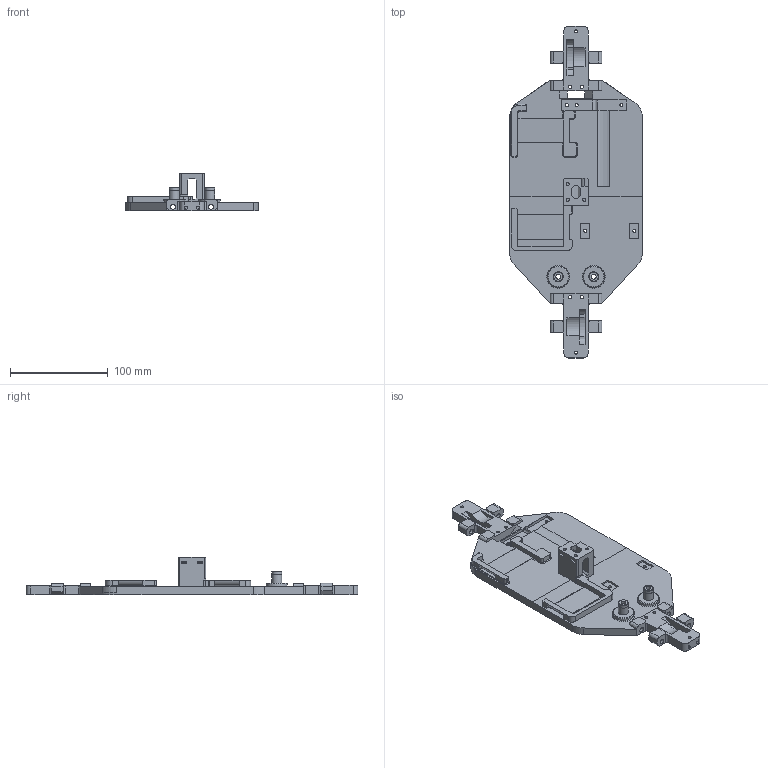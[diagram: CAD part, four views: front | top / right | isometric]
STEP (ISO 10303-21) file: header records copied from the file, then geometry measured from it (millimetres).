
FILE_DESCRIPTION(/* description */ (''),/* implementation_level */ '2;1');
FILE_NAME(/* name */ 'Chassis_long.step',/* time_stamp */ '2024-10-19T10:33:55+02:00',/* author */ (''),/* organization */ (''),/* preprocessor_version */ 'ST-DEVELOPER v20',/* originating_system */ 'Autodesk Translation Framework v13.20.0.188',/* authorisation */ '');
FILE_SCHEMA (('AUTOMOTIVE_DESIGN { 1 0 10303 214 3 1 1 }'));
Length unit declared in the file: millimetre
Products named in the file (1): Chassis (1)
Bounding box: 136 x 340 x 38.25 mm (x, y, z)
Volume: 268611.3 mm3; surface area: 93796.5 mm2
Topology: 1 solids, 1 shells, 438 faces, 1220 edges, 789 vertices
Faces by surface type: plane 263, cylinder 130, cone 43, bspline 2
Full cylindrical faces by diameter (mm): 3.2 x26, 4.9 x2, 5.2 x9, 10.1 x4, 22 x2
Entity records: 14270 total; most frequent: CARTESIAN_POINT 2600, ORIENTED_EDGE 2440, DIRECTION 2426, EDGE_CURVE 1220, LINE 840, VECTOR 840, AXIS2_PLACEMENT_3D 793, VERTEX_POINT 789
